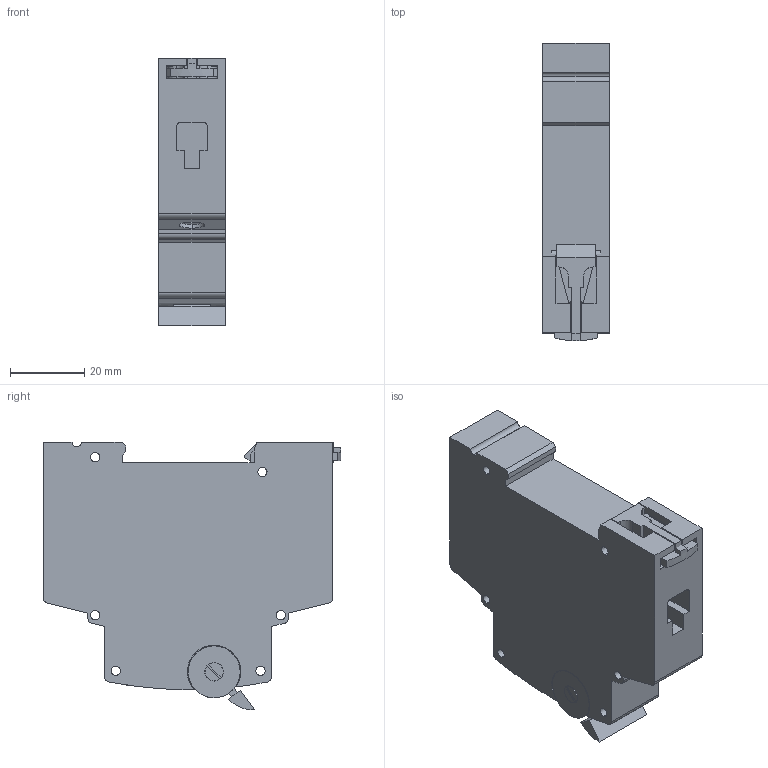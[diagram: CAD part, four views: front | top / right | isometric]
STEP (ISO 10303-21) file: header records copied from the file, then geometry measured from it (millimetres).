
FILE_DESCRIPTION (( 'STEP AP203' ), '1' );
FILE_NAME ('Âûêëþ÷àòåëè äî 125À 1Ð.STEP', '2016-11-11T12:38:16', ( '' ), ( '' ), 'SwSTEP 2.0', 'SolidWorks 2014', '' );
FILE_SCHEMA (( 'CONFIG_CONTROL_DESIGN' ));
Length unit declared in the file: millimetre
Products named in the file (5): 櫻蠉錪2; 櫻蠉錪1; øëÿïêà âèíòà(00); Âûêëþ÷àòåëè äî 125À 1Ð; Âûêëþ÷àòåëè äî 125À
Assembly tree (5 placements, depth 2):
  Âûêëþ÷àòåëè äî 125À 1Ð
    Âûêëþ÷àòåëè äî 125À
    櫻蠉錪2
    櫻蠉錪1
    øëÿïêà âèíòà(00)  x2
Bounding box: 18 x 80.1 x 72 mm (x, y, z)
Volume: 74866.2 mm3; surface area: 17653.5 mm2
Topology: 5 solids, 5 shells, 225 faces, 605 edges, 402 vertices
Faces by surface type: plane 159, cylinder 66
Entity records: 7136 total; most frequent: CARTESIAN_POINT 1154, DIRECTION 1149, ORIENTED_EDGE 1126, EDGE_CURVE 563, LINE 411, VECTOR 411, VERTEX_POINT 374, AXIS2_PLACEMENT_3D 369
